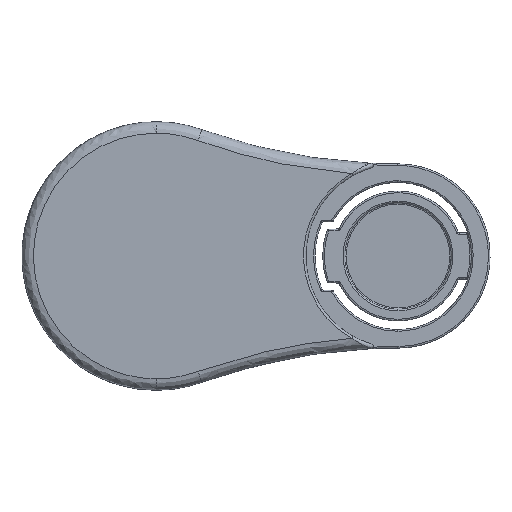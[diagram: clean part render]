
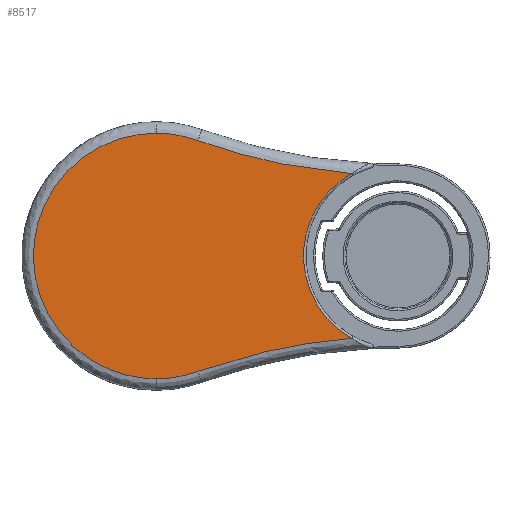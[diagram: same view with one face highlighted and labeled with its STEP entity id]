
A CAD part, front view. The second image highlights one B-rep face of the part: STEP entity #8517.
In plain terms, the highlighted free-form (B-spline) face has degree [1, 1] with [2, 2] control points.
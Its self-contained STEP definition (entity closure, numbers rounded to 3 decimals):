
#7098 = VERTEX_POINT('',#7099);
#7099 = CARTESIAN_POINT('',(-29.636,-9.811,
    21.652));
#7105 = EDGE_CURVE('',#7106,#7098,#7108,.T.);
#7106 = VERTEX_POINT('',#7107);
#7107 = CARTESIAN_POINT('',(-22.299,-9.811,
    20.371));
#7108 = ( BOUNDED_CURVE() B_SPLINE_CURVE(2,(#7109,#7110,#7111),
.UNSPECIFIED.,.F.,.F.) B_SPLINE_CURVE_WITH_KNOTS((3,3),(2.796,
3.142),.PIECEWISE_BEZIER_KNOTS.) CURVE() 
GEOMETRIC_REPRESENTATION_ITEM() RATIONAL_B_SPLINE_CURVE((1.,
0.985,1.)) REPRESENTATION_ITEM('') );
#7109 = CARTESIAN_POINT('',(-22.299,-9.811,
    20.371));
#7110 = CARTESIAN_POINT('',(-25.856,-9.811,
    21.652));
#7111 = CARTESIAN_POINT('',(-29.636,-9.811,
    21.652));
#7144 = VERTEX_POINT('',#7145);
#7145 = CARTESIAN_POINT('',(-29.636,-9.811,
    -21.652));
#7151 = EDGE_CURVE('',#7098,#7144,#7152,.T.);
#7152 = ( BOUNDED_CURVE() B_SPLINE_CURVE(2,(#7153,#7154,#7155,#7156,
#7157),.UNSPECIFIED.,.F.,.F.) B_SPLINE_CURVE_WITH_KNOTS((3,2,3),(
    3.142,4.712,6.283),
.PIECEWISE_BEZIER_KNOTS.) CURVE() GEOMETRIC_REPRESENTATION_ITEM() 
RATIONAL_B_SPLINE_CURVE((1.,0.707,1.,0.707,1.)) 
REPRESENTATION_ITEM('') );
#7153 = CARTESIAN_POINT('',(-29.636,-9.811,
    21.652));
#7154 = CARTESIAN_POINT('',(-51.288,-9.811,
    21.652));
#7155 = CARTESIAN_POINT('',(-51.288,-9.811,
    0.));
#7156 = CARTESIAN_POINT('',(-51.288,-9.811,
    -21.652));
#7157 = CARTESIAN_POINT('',(-29.636,-9.811,
    -21.652));
#8517 = ADVANCED_FACE('',(#8518),#8552,.T.);
#8518 = FACE_BOUND('',#8519,.T.);
#8519 = EDGE_LOOP('',(#8520,#8530,#8538,#8544,#8545,#8546));
#8520 = ORIENTED_EDGE('',*,*,#8521,.T.);
#8521 = EDGE_CURVE('',#8522,#8524,#8526,.T.);
#8522 = VERTEX_POINT('',#8523);
#8523 = CARTESIAN_POINT('',(-22.299,-9.811,
    -20.371));
#8524 = VERTEX_POINT('',#8525);
#8525 = CARTESIAN_POINT('',(4.865,-9.811,
    -14.527));
#8526 = ( BOUNDED_CURVE() B_SPLINE_CURVE(2,(#8527,#8528,#8529),
.UNSPECIFIED.,.F.,.F.) B_SPLINE_CURVE_WITH_KNOTS((3,3),(2.796,
3.063),.PIECEWISE_BEZIER_KNOTS.) CURVE() 
GEOMETRIC_REPRESENTATION_ITEM() RATIONAL_B_SPLINE_CURVE((1.,
0.991,1.)) REPRESENTATION_ITEM('') );
#8527 = CARTESIAN_POINT('',(-22.299,-9.811,
    -20.371));
#8528 = CARTESIAN_POINT('',(-9.11,-9.811,
    -15.621));
#8529 = CARTESIAN_POINT('',(4.865,-9.811,
    -14.527));
#8530 = ORIENTED_EDGE('',*,*,#8531,.T.);
#8531 = EDGE_CURVE('',#8524,#8532,#8534,.T.);
#8532 = VERTEX_POINT('',#8533);
#8533 = CARTESIAN_POINT('',(4.865,-9.811,
    14.527));
#8534 = ( BOUNDED_CURVE() B_SPLINE_CURVE(2,(#8535,#8536,#8537),
.UNSPECIFIED.,.F.,.F.) B_SPLINE_CURVE_WITH_KNOTS((3,3),(0.51,
2.632),.PIECEWISE_BEZIER_KNOTS.) CURVE() 
GEOMETRIC_REPRESENTATION_ITEM() RATIONAL_B_SPLINE_CURVE((1.,
0.488,1.)) REPRESENTATION_ITEM('') );
#8535 = CARTESIAN_POINT('',(4.865,-9.811,
    -14.527));
#8536 = CARTESIAN_POINT('',(-21.104,-9.811,
    0.));
#8537 = CARTESIAN_POINT('',(4.865,-9.811,
    14.527));
#8538 = ORIENTED_EDGE('',*,*,#8539,.T.);
#8539 = EDGE_CURVE('',#8532,#7106,#8540,.T.);
#8540 = ( BOUNDED_CURVE() B_SPLINE_CURVE(2,(#8541,#8542,#8543),
.UNSPECIFIED.,.F.,.F.) B_SPLINE_CURVE_WITH_KNOTS((3,3),(
0.078,0.346),.PIECEWISE_BEZIER_KNOTS.) CURVE() 
GEOMETRIC_REPRESENTATION_ITEM() RATIONAL_B_SPLINE_CURVE((1.,
0.991,1.)) REPRESENTATION_ITEM('') );
#8541 = CARTESIAN_POINT('',(4.865,-9.811,
    14.527));
#8542 = CARTESIAN_POINT('',(-9.11,-9.811,
    15.621));
#8543 = CARTESIAN_POINT('',(-22.299,-9.811,
    20.371));
#8544 = ORIENTED_EDGE('',*,*,#7105,.T.);
#8545 = ORIENTED_EDGE('',*,*,#7151,.T.);
#8546 = ORIENTED_EDGE('',*,*,#8547,.T.);
#8547 = EDGE_CURVE('',#7144,#8522,#8548,.T.);
#8548 = ( BOUNDED_CURVE() B_SPLINE_CURVE(2,(#8549,#8550,#8551),
.UNSPECIFIED.,.F.,.F.) B_SPLINE_CURVE_WITH_KNOTS((3,3),(0.,
0.346),.PIECEWISE_BEZIER_KNOTS.) CURVE() 
GEOMETRIC_REPRESENTATION_ITEM() RATIONAL_B_SPLINE_CURVE((1.,
0.985,1.)) REPRESENTATION_ITEM('') );
#8549 = CARTESIAN_POINT('',(-29.636,-9.811,
    -21.652));
#8550 = CARTESIAN_POINT('',(-25.856,-9.811,
    -21.652));
#8551 = CARTESIAN_POINT('',(-22.299,-9.811,
    -20.371));
#8552 = B_SPLINE_SURFACE_WITH_KNOTS('',1,1,(
    (#8553,#8554)
    ,(#8555,#8556
  )),.UNSPECIFIED.,.F.,.F.,.F.,(2,2),(2,2),(-16.32,16.32),(-38.658,
    3.667),.PIECEWISE_BEZIER_KNOTS.);
#8553 = CARTESIAN_POINT('',(-51.288,-9.811,
    21.652));
#8554 = CARTESIAN_POINT('',(4.865,-9.811,
    21.652));
#8555 = CARTESIAN_POINT('',(-51.288,-9.811,
    -21.652));
#8556 = CARTESIAN_POINT('',(4.865,-9.811,
    -21.652));
